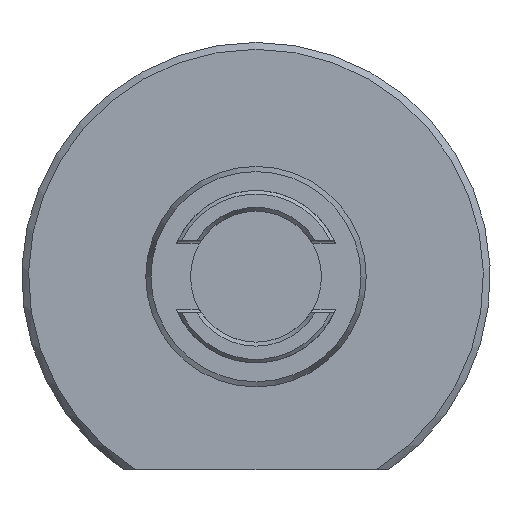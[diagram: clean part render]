
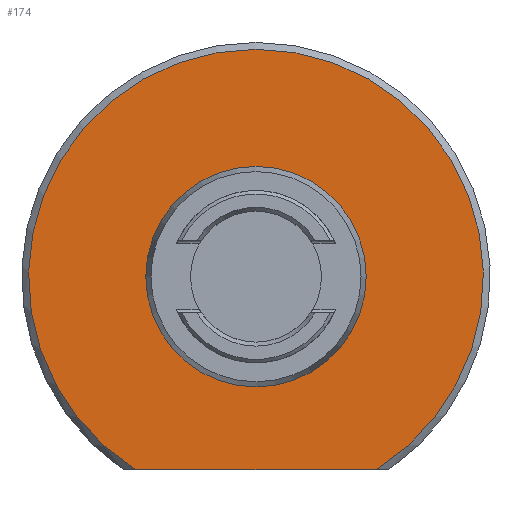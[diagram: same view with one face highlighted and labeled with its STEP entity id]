
A CAD part, left-side view. The second image highlights one B-rep face of the part: STEP entity #174.
In plain terms, the highlighted planar face has unit normal (-1, 0, 0).
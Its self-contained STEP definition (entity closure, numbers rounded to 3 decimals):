
#174 = ADVANCED_FACE( '', ( #412, #413 ), #414, .T. );
#412 = FACE_OUTER_BOUND( '', #719, .T. );
#413 = FACE_BOUND( '', #720, .T. );
#414 = PLANE( '', #721 );
#719 = EDGE_LOOP( '', ( #1142, #1143 ) );
#720 = EDGE_LOOP( '', ( #1144 ) );
#721 = AXIS2_PLACEMENT_3D( '', #1145, #1146, #1147 );
#1142 = ORIENTED_EDGE( '', *, *, #1706, .T. );
#1143 = ORIENTED_EDGE( '', *, *, #1812, .T. );
#1144 = ORIENTED_EDGE( '', *, *, #1813, .F. );
#1145 = CARTESIAN_POINT( '', ( -49.5, 0., 0. ) );
#1146 = DIRECTION( '', ( -1., 0., 0. ) );
#1147 = DIRECTION( '', ( 0., -1., 0. ) );
#1706 = EDGE_CURVE( '', #2018, #2016, #2019, .T. );
#1812 = EDGE_CURVE( '', #2016, #2018, #2196, .T. );
#1813 = EDGE_CURVE( '', #2197, #2197, #2198, .T. );
#2016 = VERTEX_POINT( '', #2468 );
#2018 = VERTEX_POINT( '', #2473 );
#2019 = LINE( '', #2474, #2475 );
#2196 = CIRCLE( '', #2721, 33. );
#2197 = VERTEX_POINT( '', #2722 );
#2198 = CIRCLE( '', #2723, 15. );
#2468 = CARTESIAN_POINT( '', ( -49.5, -17.464, -28. ) );
#2473 = CARTESIAN_POINT( '', ( -49.5, 17.464, -28. ) );
#2474 = CARTESIAN_POINT( '', ( -49.5, 29.478, -28. ) );
#2475 = VECTOR( '', #3057, 1000. );
#2721 = AXIS2_PLACEMENT_3D( '', #3198, #3199, #3200 );
#2722 = CARTESIAN_POINT( '', ( -49.5, 0., 15. ) );
#2723 = AXIS2_PLACEMENT_3D( '', #3201, #3202, #3203 );
#3057 = DIRECTION( '', ( 0., -1., 0. ) );
#3198 = CARTESIAN_POINT( '', ( -49.5, 0., 0. ) );
#3199 = DIRECTION( '', ( -1., 0., 0. ) );
#3200 = DIRECTION( '', ( 0., -1., 0. ) );
#3201 = CARTESIAN_POINT( '', ( -49.5, 0., 0. ) );
#3202 = DIRECTION( '', ( -1., 0., 0. ) );
#3203 = DIRECTION( '', ( 0., 0., 1. ) );
